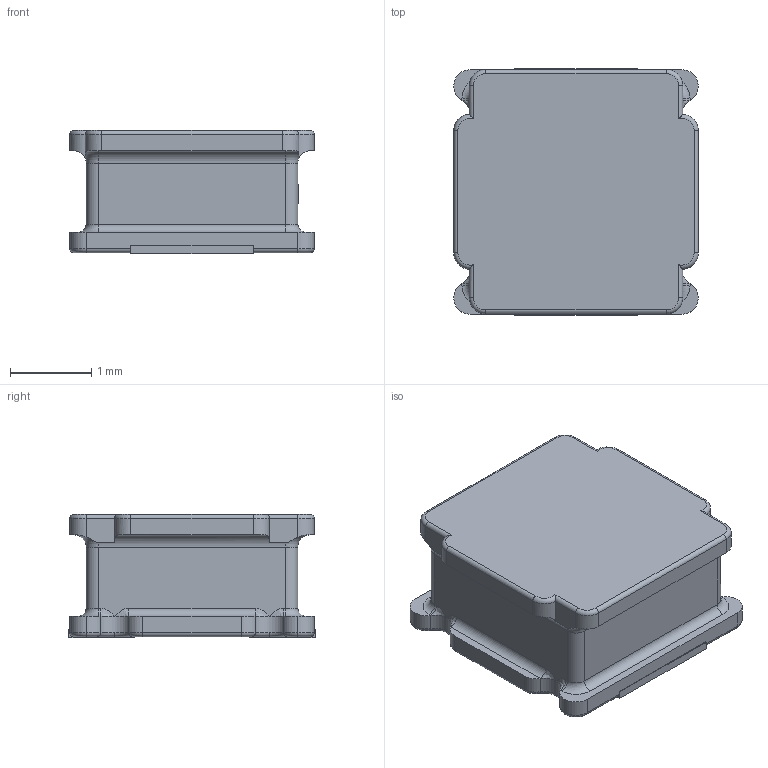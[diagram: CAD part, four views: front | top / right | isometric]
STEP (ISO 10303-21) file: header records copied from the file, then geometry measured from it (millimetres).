
FILE_DESCRIPTION (( 'STEP AP214' ), '1' );
FILE_NAME ('IND-SMD_L3.0-W3.0-H1.5.step', '2022-07-09T00:01:28', ( '' ), ( '' ), 'SwSTEP 2.0', 'SolidWorks 2020', '' );
FILE_SCHEMA (( 'AUTOMOTIVE_DESIGN' ));
Length unit declared in the file: millimetre
Products named in the file (1): IND-SMD_L3.0-W3.0-H1.5
Bounding box: 3 x 3.02 x 1.51 mm (x, y, z)
Volume: 11.1 mm3; surface area: 35.8 mm2
Topology: 1 solids, 1 shells, 427 faces, 1127 edges, 720 vertices
Faces by surface type: plane 213, bspline 120, cylinder 60, torus 34
Entity records: 19176 total; most frequent: CARTESIAN_POINT 4671, ORIENTED_EDGE 2238, DIRECTION 1647, EDGE_CURVE 1119, VERTEX_POINT 720, VECTOR 703, LINE 703, AXIS2_PLACEMENT_3D 472
